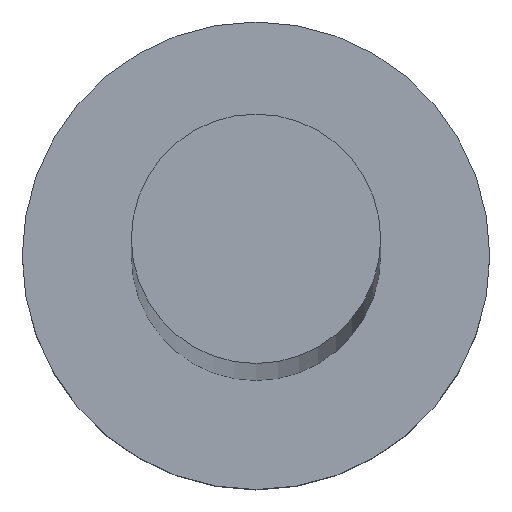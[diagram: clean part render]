
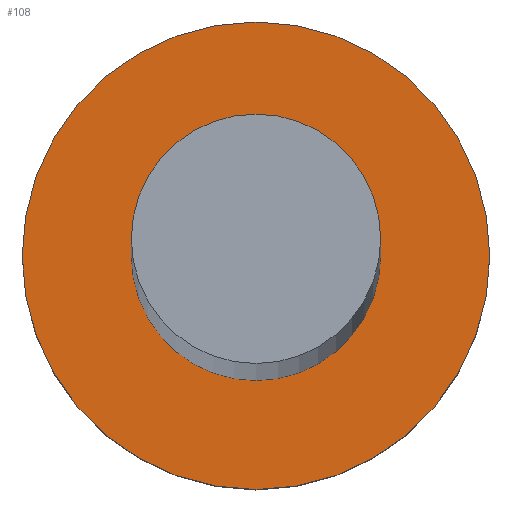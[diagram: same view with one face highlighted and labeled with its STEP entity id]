
A CAD part, top view. The second image highlights one B-rep face of the part: STEP entity #108.
In plain terms, the highlighted planar face has unit normal (0, 0, 1).
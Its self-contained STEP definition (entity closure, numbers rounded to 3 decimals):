
#9 = DIRECTION ( 'NONE',  ( 1., 0., 0. ) ) ;
#13 = CARTESIAN_POINT ( 'NONE',  ( -1.6, 0., 3. ) ) ;
#16 = CARTESIAN_POINT ( 'NONE',  ( 0., 0., 3. ) ) ;
#34 = DIRECTION ( 'NONE',  ( 0., 0., 1. ) ) ;
#44 = ORIENTED_EDGE ( 'NONE', *, *, #73, .F. ) ;
#47 = DIRECTION ( 'NONE',  ( 0., 0., 1. ) ) ;
#50 = DIRECTION ( 'NONE',  ( 0., 0., 1. ) ) ;
#53 = CARTESIAN_POINT ( 'NONE',  ( 0., 0., 3. ) ) ;
#54 = DIRECTION ( 'NONE',  ( 1., 0., 0. ) ) ;
#56 = AXIS2_PLACEMENT_3D ( 'NONE', #85, #47, #54 ) ;
#58 = VERTEX_POINT ( 'NONE', #125 ) ;
#73 = EDGE_CURVE ( 'NONE', #58, #122, #76, .T. ) ;
#76 = CIRCLE ( 'NONE', #215, 1.6 ) ;
#77 = VERTEX_POINT ( 'NONE', #168 ) ;
#78 = EDGE_LOOP ( 'NONE', ( #161, #222 ) ) ;
#85 = CARTESIAN_POINT ( 'NONE',  ( 0., 0., 3. ) ) ;
#95 = VERTEX_POINT ( 'NONE', #191 ) ;
#108 = ADVANCED_FACE ( 'NONE', ( #166, #252 ), #151, .T. ) ;
#116 = EDGE_CURVE ( 'NONE', #95, #77, #128, .T. ) ;
#122 = VERTEX_POINT ( 'NONE', #13 ) ;
#125 = CARTESIAN_POINT ( 'NONE',  ( 1.6, 0., 3. ) ) ;
#128 = CIRCLE ( 'NONE', #56, 3. ) ;
#129 = DIRECTION ( 'NONE',  ( 0., 0., 1. ) ) ;
#132 = CARTESIAN_POINT ( 'NONE',  ( 0., 0., 3. ) ) ;
#139 = EDGE_LOOP ( 'NONE', ( #197, #44 ) ) ;
#151 = PLANE ( 'NONE',  #246 ) ;
#161 = ORIENTED_EDGE ( 'NONE', *, *, #116, .T. ) ;
#165 = AXIS2_PLACEMENT_3D ( 'NONE', #132, #34, #235 ) ;
#166 = FACE_BOUND ( 'NONE', #139, .T. ) ;
#168 = CARTESIAN_POINT ( 'NONE',  ( 3., 0., 3. ) ) ;
#173 = AXIS2_PLACEMENT_3D ( 'NONE', #53, #129, #188 ) ;
#188 = DIRECTION ( 'NONE',  ( 1., 0., 0. ) ) ;
#191 = CARTESIAN_POINT ( 'NONE',  ( -3., 0., 3. ) ) ;
#196 = EDGE_CURVE ( 'NONE', #77, #95, #238, .T. ) ;
#197 = ORIENTED_EDGE ( 'NONE', *, *, #217, .F. ) ;
#205 = DIRECTION ( 'NONE',  ( 1., 0., 0. ) ) ;
#215 = AXIS2_PLACEMENT_3D ( 'NONE', #16, #50, #9 ) ;
#217 = EDGE_CURVE ( 'NONE', #122, #58, #241, .T. ) ;
#222 = ORIENTED_EDGE ( 'NONE', *, *, #196, .T. ) ;
#226 = CARTESIAN_POINT ( 'NONE',  ( 0., 0., 3. ) ) ;
#235 = DIRECTION ( 'NONE',  ( 1., 0., 0. ) ) ;
#238 = CIRCLE ( 'NONE', #165, 3. ) ;
#241 = CIRCLE ( 'NONE', #173, 1.6 ) ;
#246 = AXIS2_PLACEMENT_3D ( 'NONE', #226, #247, #205 ) ;
#247 = DIRECTION ( 'NONE',  ( 0., 0., 1. ) ) ;
#252 = FACE_OUTER_BOUND ( 'NONE', #78, .T. ) ;
